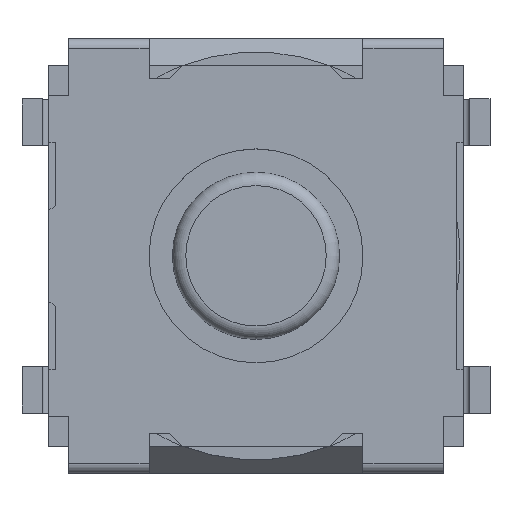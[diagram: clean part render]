
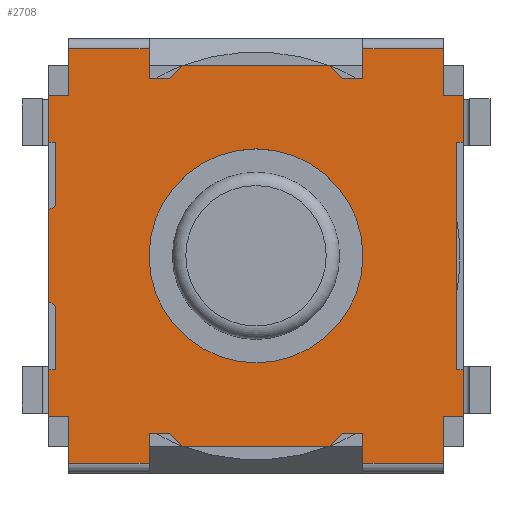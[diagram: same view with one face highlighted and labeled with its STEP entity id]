
A CAD part, top view. The second image highlights one B-rep face of the part: STEP entity #2708.
In plain terms, the highlighted planar face has unit normal (0, 0, 1).
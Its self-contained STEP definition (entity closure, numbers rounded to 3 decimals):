
#13=DIRECTION('',(0.,0.,1.));
#28=VECTOR('',#29,1.);
#29=DIRECTION('',(1.,0.,0.));
#63=VECTOR('',#64,1.);
#64=DIRECTION('',(1.,0.,0.));
#90=DIRECTION('',(0.,1.,0.));
#105=VECTOR('',#90,1.);
#150=VECTOR('',#151,1.);
#151=DIRECTION('',(0.,-1.,0.));
#158=VECTOR('',#159,1.);
#159=DIRECTION('',(-1.,0.,0.));
#380=VECTOR('',#381,1.);
#381=DIRECTION('',(-1.,0.,0.));
#394=VECTOR('',#395,1.);
#395=DIRECTION('',(0.,-1.,0.));
#410=DIRECTION('',(-1.,0.,0.));
#1208=VECTOR('',#1209,1.);
#1209=DIRECTION('',(1.,0.,0.));
#1239=VECTOR('',#410,1.);
#1469=VECTOR('',#1470,1.);
#1470=DIRECTION('',(0.,1.,0.));
#1709=VECTOR('',#1710,1.);
#1710=DIRECTION('',(0.707,-0.707,0.));
#1735=VECTOR('',#1736,1.);
#1736=DIRECTION('',(0.707,0.707,0.));
#1763=VECTOR('',#1764,1.);
#1764=DIRECTION('',(-0.,-1.,-0.));
#1781=VECTOR('',#1782,1.);
#1782=DIRECTION('',(-0.819,-0.573,-0.));
#1793=VECTOR('',#1794,1.);
#1794=DIRECTION('',(0.819,-0.573,0.));
#1804=VECTOR('',#1805,1.);
#1805=DIRECTION('',(-1.,-0.,-0.));
#1821=VECTOR('',#1822,1.);
#1822=DIRECTION('',(0.,1.,0.));
#1875=VECTOR('',#1876,1.);
#1876=DIRECTION('',(1.,0.,0.));
#1919=VECTOR('',#1920,1.);
#1920=DIRECTION('',(0.,-1.,0.));
#1968=VERTEX_POINT('',#1969);
#1969=CARTESIAN_POINT('',(1.6,3.1,2.5));
#1973=ORIENTED_EDGE('',*,*,#1974,.F.);
#1974=EDGE_CURVE('',#1975,#1968,#1977,.T.);
#1975=VERTEX_POINT('',#1976);
#1976=CARTESIAN_POINT('',(1.6,2.65,2.5));
#1977=LINE('',#1976,#1469);
#1994=VERTEX_POINT('',#1995);
#1995=CARTESIAN_POINT('',(-1.6,3.1,2.5));
#1999=EDGE_CURVE('',#2000,#1994,#2002,.T.);
#2000=VERTEX_POINT('',#2001);
#2001=CARTESIAN_POINT('',(-1.6,2.65,2.5));
#2002=LINE('',#2001,#1469);
#2036=VERTEX_POINT('',#2037);
#2037=CARTESIAN_POINT('',(-1.6,-3.1,2.5));
#2041=ORIENTED_EDGE('',*,*,#2042,.F.);
#2042=EDGE_CURVE('',#2043,#2036,#2045,.T.);
#2043=VERTEX_POINT('',#2044);
#2044=CARTESIAN_POINT('',(-1.6,-2.65,2.5));
#2045=LINE('',#2044,#394);
#2061=VERTEX_POINT('',#2062);
#2062=CARTESIAN_POINT('',(1.6,-3.1,2.5));
#2066=EDGE_CURVE('',#2067,#2061,#2069,.T.);
#2067=VERTEX_POINT('',#2068);
#2068=CARTESIAN_POINT('',(1.6,-2.65,2.5));
#2069=LINE('',#2068,#394);
#2080=VERTEX_POINT('',#2081);
#2081=CARTESIAN_POINT('',(2.8,-2.4,2.5));
#2096=VERTEX_POINT('',#2097);
#2097=CARTESIAN_POINT('',(2.8,-3.1,2.5));
#2100=ORIENTED_EDGE('',*,*,#2101,.T.);
#2101=EDGE_CURVE('',#2096,#2080,#2102,.T.);
#2102=LINE('',#2097,#1821);
#2159=VERTEX_POINT('',#2160);
#2160=CARTESIAN_POINT('',(-2.8,-2.4,2.5));
#2162=ORIENTED_EDGE('',*,*,#2163,.T.);
#2163=EDGE_CURVE('',#2159,#2164,#2166,.T.);
#2164=VERTEX_POINT('',#2165);
#2165=CARTESIAN_POINT('',(-2.8,-3.1,2.5));
#2166=LINE('',#2160,#1919);
#2223=VERTEX_POINT('',#2224);
#2224=CARTESIAN_POINT('',(3.,-1.7,2.5));
#2226=ORIENTED_EDGE('',*,*,#2227,.T.);
#2227=EDGE_CURVE('',#2223,#2228,#2230,.T.);
#2228=VERTEX_POINT('',#2229);
#2229=CARTESIAN_POINT('',(3.,1.7,2.5));
#2230=LINE('',#2231,#105);
#2231=CARTESIAN_POINT('',(3.,-2.65,2.5));
#2243=ORIENTED_EDGE('',*,*,#2244,.T.);
#2244=EDGE_CURVE('',#1975,#2245,#2247,.T.);
#2245=VERTEX_POINT('',#2246);
#2246=CARTESIAN_POINT('',(1.3,2.65,2.5));
#2247=LINE('',#2248,#158);
#2248=CARTESIAN_POINT('',(3.,2.65,2.5));
#2259=VERTEX_POINT('',#2260);
#2260=CARTESIAN_POINT('',(2.8,2.4,2.5));
#2275=VERTEX_POINT('',#2276);
#2276=CARTESIAN_POINT('',(2.8,3.1,2.5));
#2280=EDGE_CURVE('',#2259,#2275,#2281,.T.);
#2281=LINE('',#2260,#105);
#2290=EDGE_CURVE('',#2291,#2259,#2293,.T.);
#2291=VERTEX_POINT('',#2292);
#2292=CARTESIAN_POINT('',(3.1,2.4,2.5));
#2293=LINE('',#2292,#2294);
#2294=VECTOR('',#2295,1.);
#2295=DIRECTION('',(-1.,0.,0.));
#2306=EDGE_CURVE('',#2291,#2307,#2309,.T.);
#2307=VERTEX_POINT('',#2308);
#2308=CARTESIAN_POINT('',(3.1,1.7,2.5));
#2309=LINE('',#2292,#150);
#2320=EDGE_CURVE('',#2307,#2228,#2321,.T.);
#2321=LINE('',#2308,#158);
#2329=VERTEX_POINT('',#2330);
#2330=CARTESIAN_POINT('',(1.1,2.85,2.5));
#2333=EDGE_CURVE('',#2329,#2245,#2334,.T.);
#2334=LINE('',#2330,#1709);
#2343=VERTEX_POINT('',#2344);
#2344=CARTESIAN_POINT('',(-1.1,2.85,2.5));
#2347=EDGE_CURVE('',#2343,#2329,#2348,.T.);
#2348=LINE('',#2344,#1208);
#2358=VERTEX_POINT('',#2359);
#2359=CARTESIAN_POINT('',(-1.3,2.65,2.5));
#2362=EDGE_CURVE('',#2358,#2343,#2363,.T.);
#2363=LINE('',#2359,#1735);
#2372=ORIENTED_EDGE('',*,*,#2373,.T.);
#2373=EDGE_CURVE('',#2358,#2000,#2247,.T.);
#2380=VERTEX_POINT('',#2381);
#2381=CARTESIAN_POINT('',(-2.8,2.4,2.5));
#2385=VERTEX_POINT('',#2386);
#2386=CARTESIAN_POINT('',(-3.1,2.4,2.5));
#2389=EDGE_CURVE('',#2380,#2385,#2390,.T.);
#2390=LINE('',#2381,#2294);
#2399=EDGE_CURVE('',#2400,#2380,#2402,.T.);
#2400=VERTEX_POINT('',#2401);
#2401=CARTESIAN_POINT('',(-2.8,3.1,2.5));
#2402=LINE('',#2401,#150);
#2425=ORIENTED_EDGE('',*,*,#2426,.T.);
#2426=EDGE_CURVE('',#2043,#2427,#2429,.T.);
#2427=VERTEX_POINT('',#2428);
#2428=CARTESIAN_POINT('',(-1.3,-2.65,2.5));
#2429=LINE('',#2430,#28);
#2430=CARTESIAN_POINT('',(-3.,-2.65,2.5));
#2443=VERTEX_POINT('',#2444);
#2444=CARTESIAN_POINT('',(-3.1,-2.4,2.5));
#2446=ORIENTED_EDGE('',*,*,#2447,.T.);
#2447=EDGE_CURVE('',#2443,#2159,#2448,.T.);
#2448=LINE('',#2444,#2449);
#2449=VECTOR('',#2450,1.);
#2450=DIRECTION('',(1.,0.,0.));
#2460=VERTEX_POINT('',#2461);
#2461=CARTESIAN_POINT('',(-3.1,-1.7,2.5));
#2463=ORIENTED_EDGE('',*,*,#2464,.T.);
#2464=EDGE_CURVE('',#2460,#2443,#2465,.T.);
#2465=LINE('',#2461,#1763);
#2475=VERTEX_POINT('',#2476);
#2476=CARTESIAN_POINT('',(-3.,-1.7,2.5));
#2478=ORIENTED_EDGE('',*,*,#2479,.T.);
#2479=EDGE_CURVE('',#2475,#2460,#2480,.T.);
#2480=LINE('',#2476,#1804);
#2491=VERTEX_POINT('',#2492);
#2492=CARTESIAN_POINT('',(-3.,-0.75,2.5));
#2494=ORIENTED_EDGE('',*,*,#2495,.T.);
#2495=EDGE_CURVE('',#2491,#2475,#2496,.T.);
#2496=LINE('',#2497,#150);
#2497=CARTESIAN_POINT('',(-3.,2.65,2.5));
#2506=VERTEX_POINT('',#2507);
#2507=CARTESIAN_POINT('',(-3.1,-0.68,2.5));
#2509=ORIENTED_EDGE('',*,*,#2510,.T.);
#2510=EDGE_CURVE('',#2506,#2491,#2511,.T.);
#2511=LINE('',#2507,#1793);
#2523=VERTEX_POINT('',#2524);
#2524=CARTESIAN_POINT('',(-3.1,0.68,2.5));
#2526=ORIENTED_EDGE('',*,*,#2527,.T.);
#2527=EDGE_CURVE('',#2523,#2506,#2528,.T.);
#2528=LINE('',#2524,#1763);
#2538=VERTEX_POINT('',#2539);
#2539=CARTESIAN_POINT('',(-3.,0.75,2.5));
#2541=ORIENTED_EDGE('',*,*,#2542,.T.);
#2542=EDGE_CURVE('',#2538,#2523,#2543,.T.);
#2543=LINE('',#2539,#1781);
#2556=VERTEX_POINT('',#2557);
#2557=CARTESIAN_POINT('',(-3.,1.7,2.5));
#2559=ORIENTED_EDGE('',*,*,#2560,.T.);
#2560=EDGE_CURVE('',#2556,#2538,#2496,.T.);
#2567=VERTEX_POINT('',#2568);
#2568=CARTESIAN_POINT('',(-3.1,1.7,2.5));
#2570=ORIENTED_EDGE('',*,*,#2571,.T.);
#2571=EDGE_CURVE('',#2567,#2556,#2572,.T.);
#2572=LINE('',#2568,#28);
#2580=ORIENTED_EDGE('',*,*,#2581,.T.);
#2581=EDGE_CURVE('',#2385,#2567,#2582,.T.);
#2582=LINE('',#2386,#1763);
#2591=ORIENTED_EDGE('',*,*,#2592,.T.);
#2592=EDGE_CURVE('',#2427,#2593,#2595,.T.);
#2593=VERTEX_POINT('',#2594);
#2594=CARTESIAN_POINT('',(-1.1,-2.85,2.5));
#2595=LINE('',#2428,#1709);
#2607=ORIENTED_EDGE('',*,*,#2608,.T.);
#2608=EDGE_CURVE('',#2593,#2609,#2611,.T.);
#2609=VERTEX_POINT('',#2610);
#2610=CARTESIAN_POINT('',(1.1,-2.85,2.5));
#2611=LINE('',#2594,#1875);
#2623=ORIENTED_EDGE('',*,*,#2624,.T.);
#2624=EDGE_CURVE('',#2609,#2625,#2627,.T.);
#2625=VERTEX_POINT('',#2626);
#2626=CARTESIAN_POINT('',(1.3,-2.65,2.5));
#2627=LINE('',#2610,#1735);
#2639=ORIENTED_EDGE('',*,*,#2640,.T.);
#2640=EDGE_CURVE('',#2625,#2067,#2429,.T.);
#2646=EDGE_CURVE('',#2223,#2647,#2649,.T.);
#2647=VERTEX_POINT('',#2648);
#2648=CARTESIAN_POINT('',(3.1,-1.7,2.5));
#2649=LINE('',#2224,#28);
#2660=EDGE_CURVE('',#2647,#2661,#2663,.T.);
#2661=VERTEX_POINT('',#2662);
#2662=CARTESIAN_POINT('',(3.1,-2.4,2.5));
#2663=LINE('',#2648,#150);
#2673=ORIENTED_EDGE('',*,*,#2674,.T.);
#2674=EDGE_CURVE('',#2080,#2661,#2675,.T.);
#2675=LINE('',#2081,#2449);
#2708=ADVANCED_FACE('',(#2709,#2736),#2745,.T.);
#2709=FACE_BOUND('',#2710,.T.);
#2710=EDGE_LOOP('',(#2711,#2580,#2570,#2559,#2541,#2526,#2509,#2494,#2478,#2463,#2446,#2162,#2712,#2041,#2425,#2591,#2607,#2623,#2639,#2715,#2716,#2100,#2673,#2719,#2720,#2226,#2721,#2722,#2723,#2724,#2725,#1973,#2243,#2728,#2729,#2730,#2372,#2731,#2732,#2735));
#2711=ORIENTED_EDGE('',*,*,#2389,.T.);
#2712=ORIENTED_EDGE('',*,*,#2713,.F.);
#2713=EDGE_CURVE('',#2036,#2164,#2714,.T.);
#2714=LINE('',#2037,#1239);
#2715=ORIENTED_EDGE('',*,*,#2066,.T.);
#2716=ORIENTED_EDGE('',*,*,#2717,.T.);
#2717=EDGE_CURVE('',#2061,#2096,#2718,.T.);
#2718=LINE('',#2062,#63);
#2719=ORIENTED_EDGE('',*,*,#2660,.F.);
#2720=ORIENTED_EDGE('',*,*,#2646,.F.);
#2721=ORIENTED_EDGE('',*,*,#2320,.F.);
#2722=ORIENTED_EDGE('',*,*,#2306,.F.);
#2723=ORIENTED_EDGE('',*,*,#2290,.T.);
#2724=ORIENTED_EDGE('',*,*,#2280,.T.);
#2725=ORIENTED_EDGE('',*,*,#2726,.F.);
#2726=EDGE_CURVE('',#1968,#2275,#2727,.T.);
#2727=LINE('',#1969,#1208);
#2728=ORIENTED_EDGE('',*,*,#2333,.F.);
#2729=ORIENTED_EDGE('',*,*,#2347,.F.);
#2730=ORIENTED_EDGE('',*,*,#2362,.F.);
#2731=ORIENTED_EDGE('',*,*,#1999,.T.);
#2732=ORIENTED_EDGE('',*,*,#2733,.T.);
#2733=EDGE_CURVE('',#1994,#2400,#2734,.T.);
#2734=LINE('',#1995,#380);
#2735=ORIENTED_EDGE('',*,*,#2399,.T.);
#2736=FACE_BOUND('',#2737,.T.);
#2737=EDGE_LOOP('',(#2738));
#2738=ORIENTED_EDGE('',*,*,#2739,.F.);
#2739=EDGE_CURVE('',#2740,#2740,#2742,.T.);
#2740=VERTEX_POINT('',#2741);
#2741=CARTESIAN_POINT('',(1.6,0.,2.5));
#2742=CIRCLE('',#2743,1.6);
#2743=AXIS2_PLACEMENT_3D('',#2744,#13,#29);
#2744=CARTESIAN_POINT('',(0.,0.,2.5));
#2745=PLANE('',#2743);
